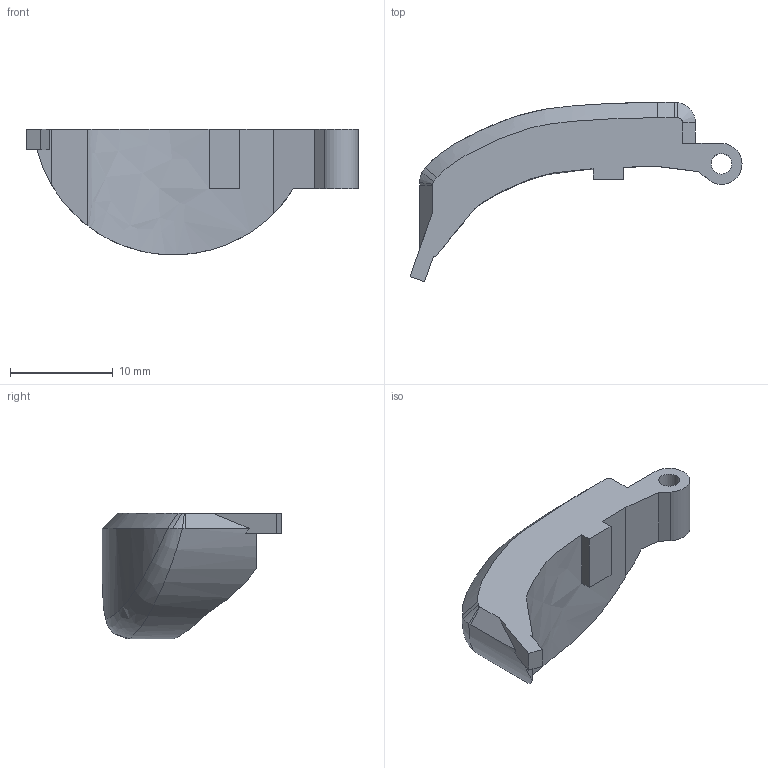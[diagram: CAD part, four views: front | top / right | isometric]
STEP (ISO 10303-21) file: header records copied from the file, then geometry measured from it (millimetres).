
FILE_DESCRIPTION(/* description */ (''),/* implementation_level */ '2;1');
FILE_NAME(/* name */ 'L2 Shoulder v9(Mirror).step',/* time_stamp */ '2023-06-25T16:07:06-07:00',/* author */ (''),/* organization */ (''),/* preprocessor_version */ 'ST-DEVELOPER v19.2',/* originating_system */ 'Autodesk Translation Framework v12.6.0.85',/* authorisation */ '');
FILE_SCHEMA (('AUTOMOTIVE_DESIGN { 1 0 10303 214 3 1 1 }'));
Length unit declared in the file: millimetre
Products named in the file (1): L2 Shoulder v9(Mirror)
Bounding box: 32.31 x 17.47 x 12.25 mm (x, y, z)
Volume: 1763.4 mm3; surface area: 1119.5 mm2
Topology: 1 solids, 1 shells, 32 faces, 84 edges, 54 vertices
Faces by surface type: plane 19, bspline 9, cylinder 3, torus 1
Full cylindrical faces by diameter (mm): 2 x1
Entity records: 1390 total; most frequent: CARTESIAN_POINT 620, ORIENTED_EDGE 168, DIRECTION 124, EDGE_CURVE 84, VERTEX_POINT 54, LINE 52, VECTOR 52, AXIS2_PLACEMENT_3D 36
